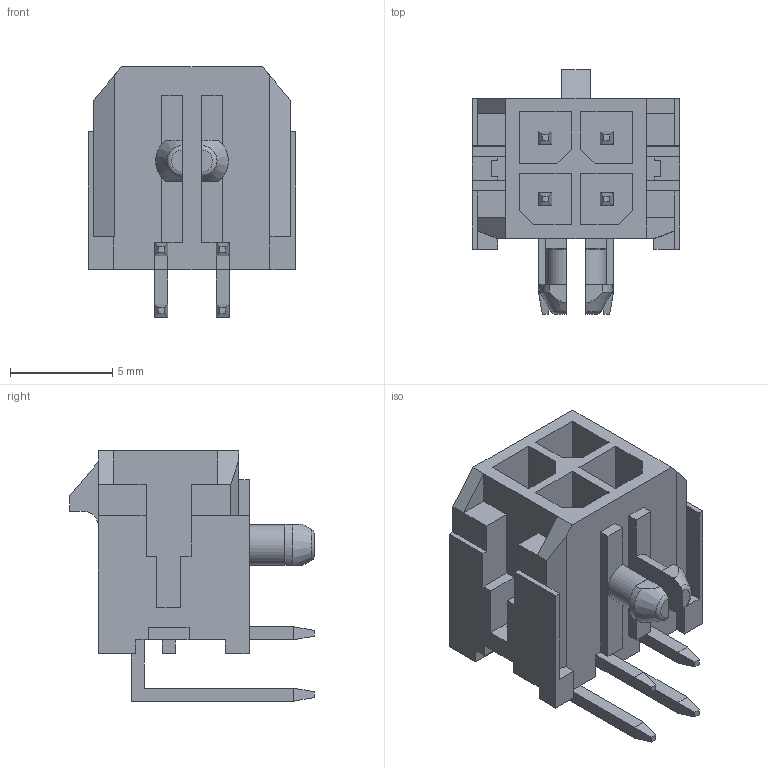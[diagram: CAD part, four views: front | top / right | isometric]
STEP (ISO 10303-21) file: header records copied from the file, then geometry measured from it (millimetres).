
FILE_DESCRIPTION(/* description */ (''),/* implementation_level */ '2;1');
FILE_NAME(/* name */ '430450400 v2.step',/* time_stamp */ '2023-04-26T09:32:49+03:00',/* author */ (''),/* organization */ (''),/* preprocessor_version */ 'ST-DEVELOPER v19.2',/* originating_system */ 'Autodesk Translation Framework v12.4.0.73',/* authorisation */ '');
FILE_SCHEMA (('AUTOMOTIVE_DESIGN { 1 0 10303 214 3 1 1 }'));
Length unit declared in the file: millimetre
Products named in the file (1): 430450400
Bounding box: 10.15 x 11.95 x 12.24 mm (x, y, z)
Volume: 454.6 mm3; surface area: 1043 mm2
Topology: 5 solids, 5 shells, 255 faces, 673 edges, 429 vertices
Faces by surface type: plane 246, cylinder 5, cone 2, torus 2
Entity records: 7710 total; most frequent: CARTESIAN_POINT 1366, ORIENTED_EDGE 1346, DIRECTION 1201, EDGE_CURVE 673, LINE 649, VECTOR 649, VERTEX_POINT 429, AXIS2_PLACEMENT_3D 276
